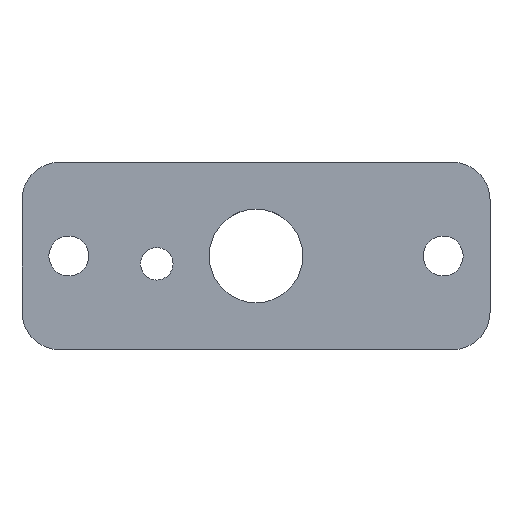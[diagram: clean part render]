
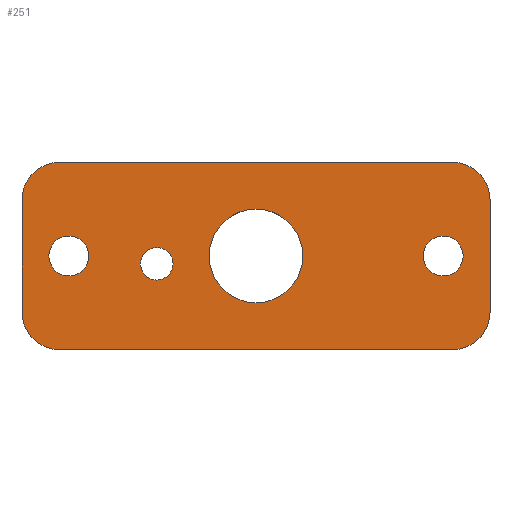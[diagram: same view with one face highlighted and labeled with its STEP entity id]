
A CAD part, top view. The second image highlights one B-rep face of the part: STEP entity #251.
In plain terms, the highlighted planar face has unit normal (0, 0, 1).
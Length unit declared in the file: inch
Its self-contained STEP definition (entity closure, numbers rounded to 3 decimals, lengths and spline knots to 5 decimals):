
#1 = AXIS2_PLACEMENT_3D ( 'NONE', #191, #184, #379 ) ;
#3 = ORIENTED_EDGE ( 'NONE', *, *, #126, .T. ) ;
#7 = ORIENTED_EDGE ( 'NONE', *, *, #396, .F. ) ;
#9 = CARTESIAN_POINT ( 'NONE',  ( 0.5, -6.54, 0.09 ) ) ;
#12 = CARTESIAN_POINT ( 'NONE',  ( -0.625, -6.29, 0.09 ) ) ;
#16 = CIRCLE ( 'NONE', #93, 0.0435 ) ;
#24 = CIRCLE ( 'NONE', #58, 0.1 ) ;
#25 = CARTESIAN_POINT ( 'NONE',  ( 0.625, -6.79, 0.09 ) ) ;
#40 = LINE ( 'NONE', #25, #425 ) ;
#41 = DIRECTION ( 'NONE',  ( 0., 0., 1. ) ) ;
#42 = CARTESIAN_POINT ( 'NONE',  ( -0.625, -6.39, 0.09 ) ) ;
#47 = DIRECTION ( 'NONE',  ( 0., 0., 1. ) ) ;
#53 = VERTEX_POINT ( 'NONE', #67 ) ;
#58 = AXIS2_PLACEMENT_3D ( 'NONE', #531, #320, #234 ) ;
#60 = ORIENTED_EDGE ( 'NONE', *, *, #138, .F. ) ;
#62 = AXIS2_PLACEMENT_3D ( 'NONE', #632, #182, #274 ) ;
#67 = CARTESIAN_POINT ( 'NONE',  ( -0.30868, -6.56087, 0.09 ) ) ;
#75 = EDGE_CURVE ( 'NONE', #380, #192, #260, .T. ) ;
#93 = AXIS2_PLACEMENT_3D ( 'NONE', #510, #206, #611 ) ;
#96 = CARTESIAN_POINT ( 'NONE',  ( 0.525, -6.79, 0.09 ) ) ;
#104 = FACE_BOUND ( 'NONE', #145, .T. ) ;
#107 = VERTEX_POINT ( 'NONE', #636 ) ;
#116 = EDGE_CURVE ( 'NONE', #503, #351, #378, .T. ) ;
#126 = EDGE_CURVE ( 'NONE', #446, #380, #213, .T. ) ;
#131 = CARTESIAN_POINT ( 'NONE',  ( -0.625, -6.79, 0.09 ) ) ;
#136 = CIRCLE ( 'NONE', #568, 0.05325 ) ;
#138 = EDGE_CURVE ( 'NONE', #170, #247, #295, .T. ) ;
#139 = DIRECTION ( 'NONE',  ( 0., 0., 1. ) ) ;
#141 = EDGE_CURVE ( 'NONE', #192, #612, #526, .T. ) ;
#145 = EDGE_LOOP ( 'NONE', ( #221, #309 ) ) ;
#150 = VERTEX_POINT ( 'NONE', #437 ) ;
#152 = CARTESIAN_POINT ( 'NONE',  ( 0., 0., 0.09 ) ) ;
#156 = EDGE_LOOP ( 'NONE', ( #388, #328 ) ) ;
#159 = VERTEX_POINT ( 'NONE', #544 ) ;
#169 = CIRCLE ( 'NONE', #512, 0.0435 ) ;
#170 = VERTEX_POINT ( 'NONE', #321 ) ;
#180 = EDGE_LOOP ( 'NONE', ( #625, #314, #450, #3, #261, #286, #453, #354 ) ) ;
#182 = DIRECTION ( 'NONE',  ( 0., 0., 1. ) ) ;
#183 = AXIS2_PLACEMENT_3D ( 'NONE', #397, #47, #246 ) ;
#184 = DIRECTION ( 'NONE',  ( 0., 0., 1. ) ) ;
#185 = EDGE_LOOP ( 'NONE', ( #60, #573 ) ) ;
#187 = CARTESIAN_POINT ( 'NONE',  ( -0.5, -6.54, 0.09 ) ) ;
#188 = CARTESIAN_POINT ( 'NONE',  ( 0.625, -6.69, 0.09 ) ) ;
#191 = CARTESIAN_POINT ( 'NONE',  ( -0.525, -6.69, 0.09 ) ) ;
#192 = VERTEX_POINT ( 'NONE', #479 ) ;
#199 = DIRECTION ( 'NONE',  ( 0., 0., -1. ) ) ;
#202 = EDGE_CURVE ( 'NONE', #543, #446, #40, .T. ) ;
#204 = CARTESIAN_POINT ( 'NONE',  ( -0.55325, -6.54, 0.09 ) ) ;
#206 = DIRECTION ( 'NONE',  ( 0., 0., 1. ) ) ;
#213 = CIRCLE ( 'NONE', #562, 0.1 ) ;
#221 = ORIENTED_EDGE ( 'NONE', *, *, #484, .F. ) ;
#224 = DIRECTION ( 'NONE',  ( 1., 0., 0. ) ) ;
#234 = DIRECTION ( 'NONE',  ( -1., 0., 0. ) ) ;
#236 = CIRCLE ( 'NONE', #1, 0.1 ) ;
#238 = DIRECTION ( 'NONE',  ( 0., 1., 0. ) ) ;
#246 = DIRECTION ( 'NONE',  ( 1., 0., 0. ) ) ;
#247 = VERTEX_POINT ( 'NONE', #344 ) ;
#249 = FACE_BOUND ( 'NONE', #156, .T. ) ;
#251 = ADVANCED_FACE ( 'NONE', ( #505, #249, #353, #104, #560 ), #449, .F. ) ;
#257 = AXIS2_PLACEMENT_3D ( 'NONE', #493, #41, #224 ) ;
#260 = LINE ( 'NONE', #12, #516 ) ;
#261 = ORIENTED_EDGE ( 'NONE', *, *, #75, .T. ) ;
#267 = CIRCLE ( 'NONE', #257, 0.125 ) ;
#274 = DIRECTION ( 'NONE',  ( 1., 0., 0. ) ) ;
#277 = EDGE_CURVE ( 'NONE', #53, #159, #169, .T. ) ;
#283 = DIRECTION ( 'NONE',  ( -1., 0., 0. ) ) ;
#286 = ORIENTED_EDGE ( 'NONE', *, *, #141, .T. ) ;
#292 = VERTEX_POINT ( 'NONE', #204 ) ;
#293 = CARTESIAN_POINT ( 'NONE',  ( -0.26518, -6.56087, 0.09 ) ) ;
#295 = CIRCLE ( 'NONE', #62, 0.05325 ) ;
#307 = AXIS2_PLACEMENT_3D ( 'NONE', #335, #535, #283 ) ;
#309 = ORIENTED_EDGE ( 'NONE', *, *, #359, .F. ) ;
#314 = ORIENTED_EDGE ( 'NONE', *, *, #606, .T. ) ;
#316 = CIRCLE ( 'NONE', #183, 0.125 ) ;
#320 = DIRECTION ( 'NONE',  ( 0., 0., 1. ) ) ;
#321 = CARTESIAN_POINT ( 'NONE',  ( 0.55325, -6.54, 0.09 ) ) ;
#322 = CARTESIAN_POINT ( 'NONE',  ( 0.625, -6.39, 0.09 ) ) ;
#325 = AXIS2_PLACEMENT_3D ( 'NONE', #187, #577, #470 ) ;
#326 = DIRECTION ( 'NONE',  ( 0., 0., 1. ) ) ;
#328 = ORIENTED_EDGE ( 'NONE', *, *, #522, .F. ) ;
#330 = DIRECTION ( 'NONE',  ( 1., 0., 0. ) ) ;
#332 = VERTEX_POINT ( 'NONE', #393 ) ;
#335 = CARTESIAN_POINT ( 'NONE',  ( -0.525, -6.39, 0.09 ) ) ;
#336 = CARTESIAN_POINT ( 'NONE',  ( -0.625, -6.69, 0.09 ) ) ;
#344 = CARTESIAN_POINT ( 'NONE',  ( 0.44675, -6.54, 0.09 ) ) ;
#351 = VERTEX_POINT ( 'NONE', #96 ) ;
#353 = FACE_BOUND ( 'NONE', #537, .T. ) ;
#354 = ORIENTED_EDGE ( 'NONE', *, *, #507, .T. ) ;
#355 = CARTESIAN_POINT ( 'NONE',  ( 0.525, -6.29, 0.09 ) ) ;
#359 = EDGE_CURVE ( 'NONE', #150, #332, #316, .T. ) ;
#363 = VECTOR ( 'NONE', #381, 39.37008 ) ;
#372 = DIRECTION ( 'NONE',  ( 0., -1., 0. ) ) ;
#378 = LINE ( 'NONE', #131, #363 ) ;
#379 = DIRECTION ( 'NONE',  ( -1., 0., 0. ) ) ;
#380 = VERTEX_POINT ( 'NONE', #355 ) ;
#381 = DIRECTION ( 'NONE',  ( 1., 0., 0. ) ) ;
#388 = ORIENTED_EDGE ( 'NONE', *, *, #411, .F. ) ;
#393 = CARTESIAN_POINT ( 'NONE',  ( 0.125, -6.54, 0.09 ) ) ;
#396 = EDGE_CURVE ( 'NONE', #159, #53, #16, .T. ) ;
#397 = CARTESIAN_POINT ( 'NONE',  ( 0., -6.54, 0.09 ) ) ;
#399 = DIRECTION ( 'NONE',  ( 0., 0., 1. ) ) ;
#407 = DIRECTION ( 'NONE',  ( -1., 0., 0. ) ) ;
#411 = EDGE_CURVE ( 'NONE', #107, #292, #647, .T. ) ;
#418 = CARTESIAN_POINT ( 'NONE',  ( -0.625, -6.79, 0.09 ) ) ;
#425 = VECTOR ( 'NONE', #238, 39.37008 ) ;
#435 = VERTEX_POINT ( 'NONE', #336 ) ;
#437 = CARTESIAN_POINT ( 'NONE',  ( -0.125, -6.54, 0.09 ) ) ;
#440 = LINE ( 'NONE', #418, #473 ) ;
#446 = VERTEX_POINT ( 'NONE', #322 ) ;
#449 = PLANE ( 'NONE',  #451 ) ;
#450 = ORIENTED_EDGE ( 'NONE', *, *, #202, .T. ) ;
#451 = AXIS2_PLACEMENT_3D ( 'NONE', #152, #199, #508 ) ;
#453 = ORIENTED_EDGE ( 'NONE', *, *, #623, .T. ) ;
#470 = DIRECTION ( 'NONE',  ( 1., 0., 0. ) ) ;
#473 = VECTOR ( 'NONE', #372, 39.37008 ) ;
#474 = CARTESIAN_POINT ( 'NONE',  ( 0.525, -6.39, 0.09 ) ) ;
#479 = CARTESIAN_POINT ( 'NONE',  ( -0.525, -6.29, 0.09 ) ) ;
#484 = EDGE_CURVE ( 'NONE', #332, #150, #267, .T. ) ;
#490 = DIRECTION ( 'NONE',  ( -1., 0., 0. ) ) ;
#493 = CARTESIAN_POINT ( 'NONE',  ( 0., -6.54, 0.09 ) ) ;
#500 = ORIENTED_EDGE ( 'NONE', *, *, #277, .F. ) ;
#503 = VERTEX_POINT ( 'NONE', #641 ) ;
#504 = AXIS2_PLACEMENT_3D ( 'NONE', #637, #139, #330 ) ;
#505 = FACE_BOUND ( 'NONE', #185, .T. ) ;
#507 = EDGE_CURVE ( 'NONE', #435, #503, #236, .T. ) ;
#508 = DIRECTION ( 'NONE',  ( -1., 0., 0. ) ) ;
#510 = CARTESIAN_POINT ( 'NONE',  ( -0.26518, -6.56087, 0.09 ) ) ;
#512 = AXIS2_PLACEMENT_3D ( 'NONE', #293, #399, #605 ) ;
#516 = VECTOR ( 'NONE', #407, 39.37008 ) ;
#520 = DIRECTION ( 'NONE',  ( 0., 0., 1. ) ) ;
#522 = EDGE_CURVE ( 'NONE', #292, #107, #534, .T. ) ;
#526 = CIRCLE ( 'NONE', #307, 0.1 ) ;
#531 = CARTESIAN_POINT ( 'NONE',  ( 0.525, -6.69, 0.09 ) ) ;
#534 = CIRCLE ( 'NONE', #504, 0.05325 ) ;
#535 = DIRECTION ( 'NONE',  ( 0., 0., 1. ) ) ;
#537 = EDGE_LOOP ( 'NONE', ( #7, #500 ) ) ;
#543 = VERTEX_POINT ( 'NONE', #188 ) ;
#544 = CARTESIAN_POINT ( 'NONE',  ( -0.22168, -6.56087, 0.09 ) ) ;
#560 = FACE_OUTER_BOUND ( 'NONE', #180, .T. ) ;
#562 = AXIS2_PLACEMENT_3D ( 'NONE', #474, #326, #490 ) ;
#565 = DIRECTION ( 'NONE',  ( 1., 0., 0. ) ) ;
#568 = AXIS2_PLACEMENT_3D ( 'NONE', #9, #520, #565 ) ;
#573 = ORIENTED_EDGE ( 'NONE', *, *, #646, .F. ) ;
#577 = DIRECTION ( 'NONE',  ( 0., 0., 1. ) ) ;
#605 = DIRECTION ( 'NONE',  ( 1., 0., 0. ) ) ;
#606 = EDGE_CURVE ( 'NONE', #351, #543, #24, .T. ) ;
#611 = DIRECTION ( 'NONE',  ( 1., 0., 0. ) ) ;
#612 = VERTEX_POINT ( 'NONE', #42 ) ;
#623 = EDGE_CURVE ( 'NONE', #612, #435, #440, .T. ) ;
#625 = ORIENTED_EDGE ( 'NONE', *, *, #116, .T. ) ;
#632 = CARTESIAN_POINT ( 'NONE',  ( 0.5, -6.54, 0.09 ) ) ;
#636 = CARTESIAN_POINT ( 'NONE',  ( -0.44675, -6.54, 0.09 ) ) ;
#637 = CARTESIAN_POINT ( 'NONE',  ( -0.5, -6.54, 0.09 ) ) ;
#641 = CARTESIAN_POINT ( 'NONE',  ( -0.525, -6.79, 0.09 ) ) ;
#646 = EDGE_CURVE ( 'NONE', #247, #170, #136, .T. ) ;
#647 = CIRCLE ( 'NONE', #325, 0.05325 ) ;
